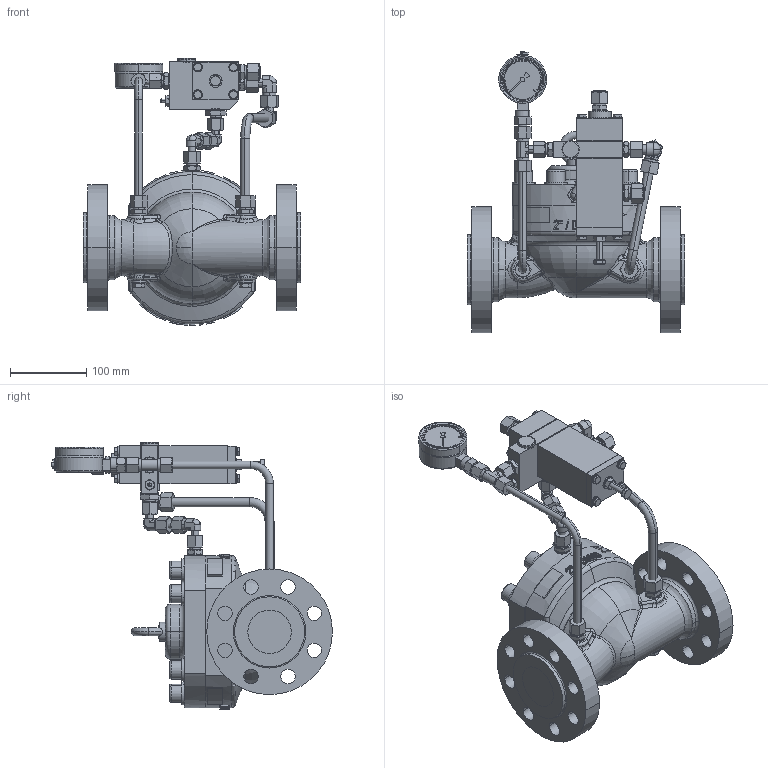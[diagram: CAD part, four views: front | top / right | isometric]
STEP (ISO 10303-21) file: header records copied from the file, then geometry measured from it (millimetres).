
FILE_DESCRIPTION (( 'STEP AP214' ), '1' );
FILE_NAME ('HONN5020_DN50_CLASS600_HON640a.STEP', '2020-03-31T13:50:42', ( '' ), ( '' ), 'SwSTEP 2.0', 'SolidWorks 2017', '' );
FILE_SCHEMA (( 'AUTOMOTIVE_DESIGN' ));
Length unit declared in the file: millimetre
Products named in the file (1): HONN5020_DN50_CLASS600_HON640a
Bounding box: 286 x 368.7 x 350.49 mm (x, y, z)
Volume: 5554352.6 mm3; surface area: 463505.1 mm2
Topology: 68 solids, 68 shells, 2136 faces, 4711 edges, 2799 vertices
Faces by surface type: plane 783, cone 545, cylinder 411, bspline 258, torus 121, sphere 18
Entity records: 92255 total; most frequent: CARTESIAN_POINT 42657, ORIENTED_EDGE 9342, DIRECTION 8904, EDGE_CURVE 4671, AXIS2_PLACEMENT_3D 3648, VERTEX_POINT 2795, EDGE_LOOP 2294, ADVANCED_FACE 2136
